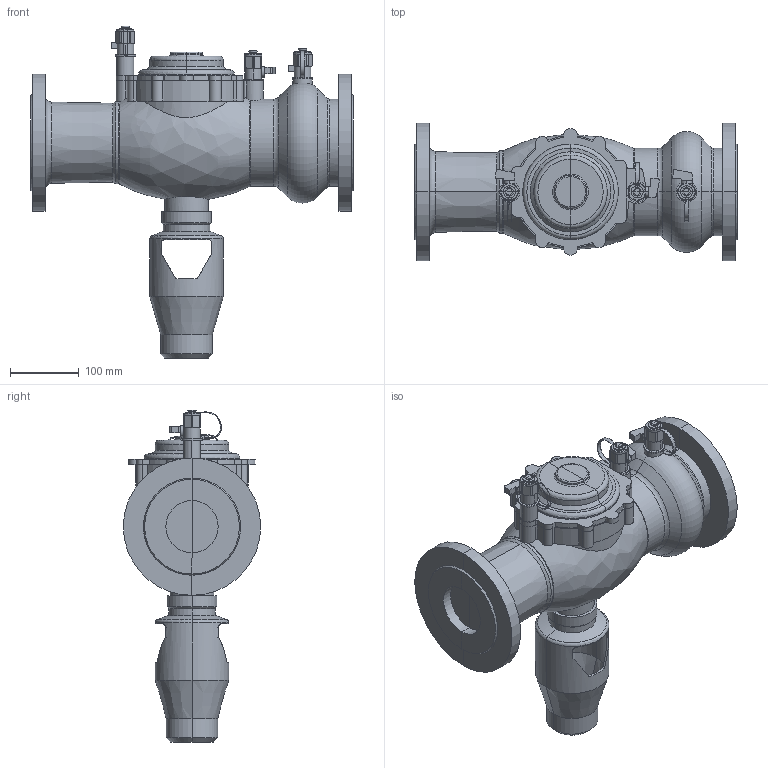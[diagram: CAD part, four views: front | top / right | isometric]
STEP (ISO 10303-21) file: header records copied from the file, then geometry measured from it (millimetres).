
FILE_DESCRIPTION(/* description */ (''),/* implementation_level */ '2;1');
FILE_NAME(/* name */ '575008.stp',/* time_stamp */ '2016-07-26T10:07:00+02:00',/* author */ ('UFFTEC'),/* organization */ (''),/* preprocessor_version */ 'ST-DEVELOPER v15.2',/* originating_system */ 'Autodesk Inventor 2014',/* authorisation */ '');
FILE_SCHEMA (('AUTOMOTIVE_DESIGN { 1 0 10303 214 3 1 1 }'));
Length unit declared in the file: millimetre
Products named in the file (22): Parte87; Parte89; Parte91; Parte93; Parte95; Parte97; Parte99; Parte101; Parte103; Parte105; Parte107; Parte109; Parte111; Parte113; Parte115; Parte117; Parte119; Parte121; Parte123; Parte125; Parte127; Assieme3
Bounding box: 470 x 200 x 483.4 mm (x, y, z)
Volume: 9547662.2 mm3; surface area: 572329.6 mm2
Topology: 21 solids, 21 shells, 464 faces, 1115 edges, 697 vertices
Faces by surface type: plane 228, cylinder 154, cone 44, torus 30, bspline 8
Entity records: 15017 total; most frequent: CARTESIAN_POINT 4029, ORIENTED_EDGE 2230, DIRECTION 2227, EDGE_CURVE 1115, AXIS2_PLACEMENT_3D 823, VERTEX_POINT 697, LINE 581, VECTOR 581
